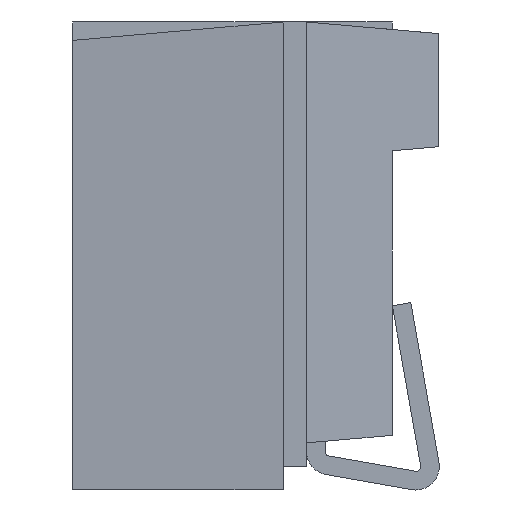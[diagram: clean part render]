
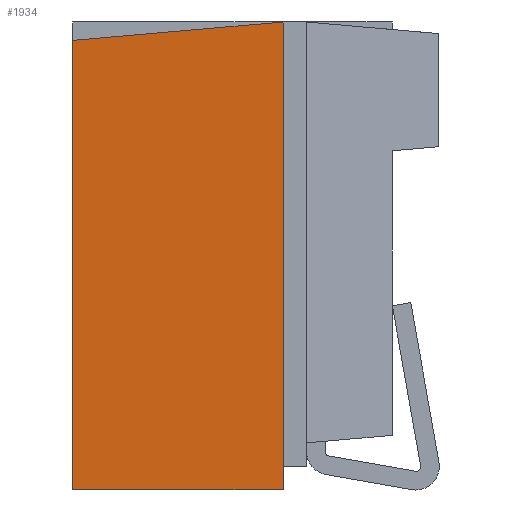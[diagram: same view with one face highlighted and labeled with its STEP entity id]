
A CAD part, left-side view. The second image highlights one B-rep face of the part: STEP entity #1934.
In plain terms, the highlighted planar face has unit normal (-0.996, 0.087, 0).
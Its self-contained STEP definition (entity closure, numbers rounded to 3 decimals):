
#315 = ORIENTED_EDGE ( 'NONE', *, *, #1392, .T. ) ;
#338 = DIRECTION ( 'NONE',  ( -0.087, -0.996, 0. ) ) ;
#492 = LINE ( 'NONE', #4185, #1594 ) ;
#606 = DIRECTION ( 'NONE',  ( 0., 0., 1. ) ) ;
#742 = ORIENTED_EDGE ( 'NONE', *, *, #3156, .F. ) ;
#797 = VERTEX_POINT ( 'NONE', #4012 ) ;
#855 = LINE ( 'NONE', #4058, #4238 ) ;
#1021 = CARTESIAN_POINT ( 'NONE',  ( -3.3, 0.15, -1.5 ) ) ;
#1039 = ORIENTED_EDGE ( 'NONE', *, *, #1775, .T. ) ;
#1107 = VERTEX_POINT ( 'NONE', #1485 ) ;
#1144 = CARTESIAN_POINT ( 'NONE',  ( -3.3, 0.15, 1.5 ) ) ;
#1184 = VECTOR ( 'NONE', #1831, 1000. ) ;
#1209 = VECTOR ( 'NONE', #338, 1000. ) ;
#1220 = AXIS2_PLACEMENT_3D ( 'NONE', #1021, #3656, #2051 ) ;
#1346 = LINE ( 'NONE', #2494, #1921 ) ;
#1383 = PLANE ( 'NONE',  #1220 ) ;
#1392 = EDGE_CURVE ( 'NONE', #3350, #797, #492, .T. ) ;
#1432 = VERTEX_POINT ( 'NONE', #3816 ) ;
#1485 = CARTESIAN_POINT ( 'NONE',  ( -3.3, 0.15, 1.5 ) ) ;
#1594 = VECTOR ( 'NONE', #606, 1000. ) ;
#1616 = ORIENTED_EDGE ( 'NONE', *, *, #3968, .T. ) ;
#1648 = VERTEX_POINT ( 'NONE', #1889 ) ;
#1775 = EDGE_CURVE ( 'NONE', #1432, #3350, #4121, .T. ) ;
#1831 = DIRECTION ( 'NONE',  ( -0.087, -0.992, 0.087 ) ) ;
#1889 = CARTESIAN_POINT ( 'NONE',  ( -3.182, 1.5, 1.382 ) ) ;
#1921 = VECTOR ( 'NONE', #2186, 1000. ) ;
#1934 = ADVANCED_FACE ( 'NONE', ( #2358 ), #1383, .T. ) ;
#1963 = ORIENTED_EDGE ( 'NONE', *, *, #2621, .F. ) ;
#1984 = CARTESIAN_POINT ( 'NONE',  ( -3.873, -6.401, -1.5 ) ) ;
#2051 = DIRECTION ( 'NONE',  ( -0.087, -0.996, 0. ) ) ;
#2186 = DIRECTION ( 'NONE',  ( 0., 0., 1. ) ) ;
#2358 = FACE_OUTER_BOUND ( 'NONE', #3974, .T. ) ;
#2494 = CARTESIAN_POINT ( 'NONE',  ( -3.182, 1.5, -1.5 ) ) ;
#2536 = CARTESIAN_POINT ( 'NONE',  ( -3.3, 0.15, -1.5 ) ) ;
#2621 = EDGE_CURVE ( 'NONE', #1432, #1648, #1346, .T. ) ;
#3052 = LINE ( 'NONE', #1144, #1184 ) ;
#3131 = DIRECTION ( 'NONE',  ( 0., 0., 1. ) ) ;
#3156 = EDGE_CURVE ( 'NONE', #1648, #1107, #3052, .T. ) ;
#3350 = VERTEX_POINT ( 'NONE', #2536 ) ;
#3656 = DIRECTION ( 'NONE',  ( -0.996, 0.087, 0. ) ) ;
#3816 = CARTESIAN_POINT ( 'NONE',  ( -3.182, 1.5, -1.5 ) ) ;
#3968 = EDGE_CURVE ( 'NONE', #797, #1107, #855, .T. ) ;
#3974 = EDGE_LOOP ( 'NONE', ( #1963, #1039, #315, #1616, #742 ) ) ;
#4012 = CARTESIAN_POINT ( 'NONE',  ( -3.3, 0.15, -1.35 ) ) ;
#4058 = CARTESIAN_POINT ( 'NONE',  ( -3.3, 0.15, -1.5 ) ) ;
#4121 = LINE ( 'NONE', #1984, #1209 ) ;
#4185 = CARTESIAN_POINT ( 'NONE',  ( -3.3, 0.15, -1.5 ) ) ;
#4238 = VECTOR ( 'NONE', #3131, 1000. ) ;
